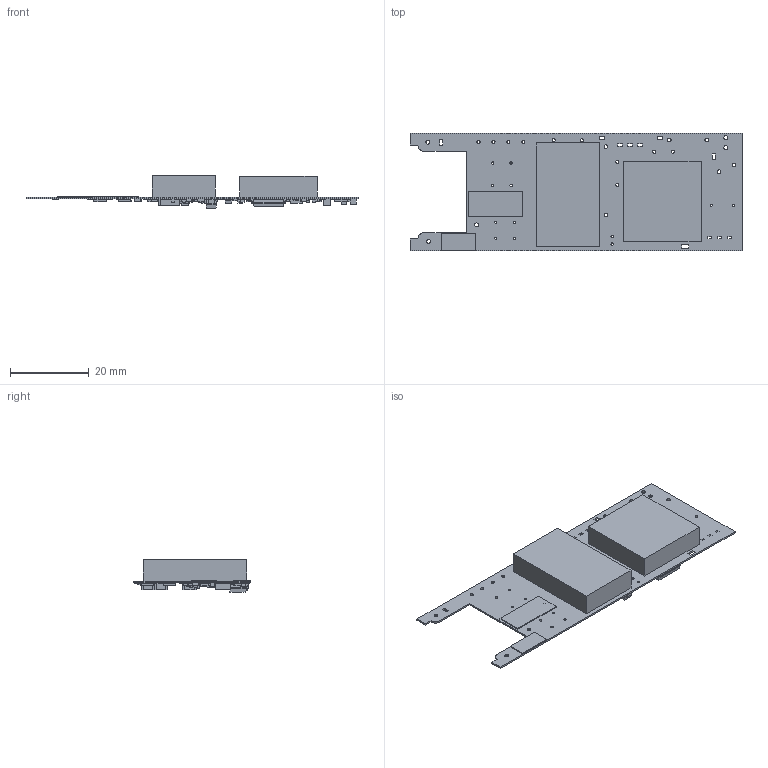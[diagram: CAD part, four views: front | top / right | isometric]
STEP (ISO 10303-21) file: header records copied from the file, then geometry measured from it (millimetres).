
FILE_DESCRIPTION(('Open CASCADE Model'),'2;1');
FILE_NAME('Open CASCADE Shape Model','2020-08-07T05:05:30',('Author'),( 'Open CASCADE'),'Open CASCADE STEP processor 6.8','Open CASCADE 6.8' ,'Unknown');
FILE_SCHEMA(('AUTOMOTIVE_DESIGN { 1 0 10303 214 1 1 1 1 }'));
Length unit declared in the file: millimetre
Products named in the file (133): PCB; Boardadapter_pcb; Open CASCADE STEP translator 6.8 1.1.1; TP41adapter_pcb; 6057288352; Cylinder; R30adapter_pcb; RES_0603_(1608_metric); C17adapter_pcb; 6057287632; Extruded; TP22adapter_pcb; R29adapter_pcb; RES_1206_(3216_metric); T1adapter_pcb; 6307873792; R28adapter_pcb; TP16adapter_pcb; TP40adapter_pcb; TP39adapter_pcb; TP38adapter_pcb; TP37adapter_pcb; TP36adapter_pcb; TP35adapter_pcb; TP34adapter_pcb; TP33adapter_pcb; TP32adapter_pcb; TP31adapter_pcb; TP30adapter_pcb; TP29adapter_pcb; TP28adapter_pcb; TP27adapter_pcb; TP26adapter_pcb; TP25adapter_pcb; TP24adapter_pcb; TP23adapter_pcb; TP21adapter_pcb; TP20adapter_pcb; TP19adapter_pcb; TP18adapter_pcb ...
Assembly tree (207 placements, depth 4):
  PCB
    Boardadapter_pcb
      Open CASCADE STEP translator 6.8 1.1.1
    TP41adapter_pcb
      6057288352
        Cylinder
    R30adapter_pcb
      RES_0603_(1608_metric)
    C17adapter_pcb
      6057287632
        Extruded
    TP22adapter_pcb
      6057288352
        Cylinder
    R29adapter_pcb
      RES_1206_(3216_metric)
    T1adapter_pcb
      6307873792
        Extruded
    R28adapter_pcb
      RES_1206_(3216_metric)
    TP16adapter_pcb
      6057288352
        Cylinder
    TP40adapter_pcb
      6057288352
        Cylinder
    TP39adapter_pcb
      6057288352
        Cylinder
    TP38adapter_pcb
      6057288352
        Cylinder
    TP37adapter_pcb
      6057288352
        Cylinder
    TP36adapter_pcb
      6057288352
        Cylinder
    TP35adapter_pcb
      6057288352
        Cylinder
    TP34adapter_pcb
      6057288352
        Cylinder
    TP33adapter_pcb
      6057288352
        Cylinder
    TP32adapter_pcb
      6057288352
        Cylinder
    TP31adapter_pcb
      6057288352
        Cylinder
    TP30adapter_pcb
      6057288352
        Cylinder
    TP29adapter_pcb
      6057288352
        Cylinder
Bounding box: 84.45 x 29.97 x 8.33 mm (x, y, z)
Volume: 5653.1 mm3; surface area: 8463.3 mm2
Topology: 103 solids, 103 shells, 1911 faces, 4675 edges, 3018 vertices
Faces by surface type: plane 1694, cylinder 144, bspline 73
Full cylindrical faces by diameter (mm): 0.4 x1, 0.6 x14, 0.8 x10, 0.9 x5, 0.914 x4, 0.965 x5, 1 x4, 1.168 x2, 1.524 x41
Entity records: 28657 total; most frequent: CARTESIAN_POINT 5398, ORIENTED_EDGE 4144, DIRECTION 3989, EDGE_CURVE 2072, LINE 1727, VECTOR 1727, VERTEX_POINT 1352, AXIS2_PLACEMENT_3D 1131
